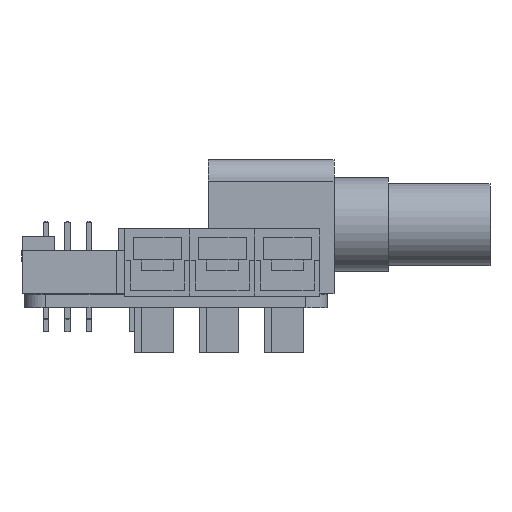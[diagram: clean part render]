
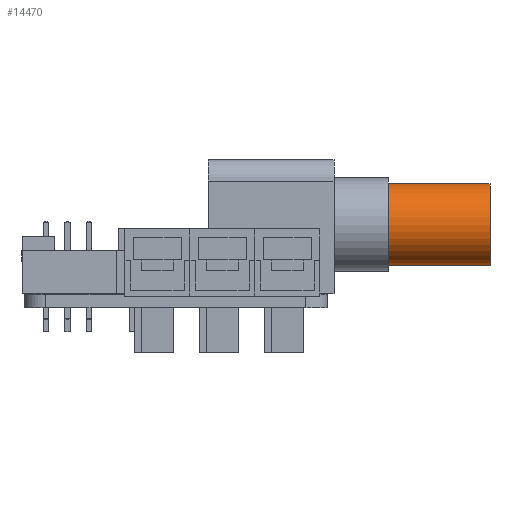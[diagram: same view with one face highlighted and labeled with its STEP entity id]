
A CAD part, left-side view. The second image highlights one B-rep face of the part: STEP entity #14470.
In plain terms, the highlighted cylindrical face has radius 4.801 mm (diameter 9.601 mm), a full revolution.
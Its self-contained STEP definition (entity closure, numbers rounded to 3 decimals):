
#14380 = PLANE('',#14381);
#14381 = AXIS2_PLACEMENT_3D('',#14382,#14383,#14384);
#14382 = CARTESIAN_POINT('',(21.082,7.29,8.128));
#14383 = DIRECTION('',(1.,0.,0.));
#14384 = DIRECTION('',(0.,0.,-1.));
#14417 = EDGE_CURVE('',#14418,#14418,#14420,.T.);
#14418 = VERTEX_POINT('',#14419);
#14419 = CARTESIAN_POINT('',(21.082,12.09,8.128));
#14420 = SURFACE_CURVE('',#14421,(#14426,#14433),.PCURVE_S1.);
#14421 = CIRCLE('',#14422,4.801);
#14422 = AXIS2_PLACEMENT_3D('',#14423,#14424,#14425);
#14423 = CARTESIAN_POINT('',(21.082,7.29,8.128));
#14424 = DIRECTION('',(1.,0.,0.));
#14425 = DIRECTION('',(0.,1.,0.));
#14426 = PCURVE('',#14380,#14427);
#14427 = DEFINITIONAL_REPRESENTATION('',(#14428),#14432);
#14428 = CIRCLE('',#14429,4.801);
#14429 = AXIS2_PLACEMENT_2D('',#14430,#14431);
#14430 = CARTESIAN_POINT('',(0.,0.));
#14431 = DIRECTION('',(0.,1.));
#14432 = ( GEOMETRIC_REPRESENTATION_CONTEXT(2) 
PARAMETRIC_REPRESENTATION_CONTEXT() REPRESENTATION_CONTEXT('2D SPACE',''
  ) );
#14433 = PCURVE('',#14434,#14439);
#14434 = CYLINDRICAL_SURFACE('',#14435,4.801);
#14435 = AXIS2_PLACEMENT_3D('',#14436,#14437,#14438);
#14436 = CARTESIAN_POINT('',(33.02,7.29,8.128));
#14437 = DIRECTION('',(-1.,0.,0.));
#14438 = DIRECTION('',(0.,0.,1.));
#14439 = DEFINITIONAL_REPRESENTATION('',(#14440),#14466);
#14440 = B_SPLINE_CURVE_WITH_KNOTS('',3,(#14441,#14442,#14443,#14444,
    #14445,#14446,#14447,#14448,#14449,#14450,#14451,#14452,#14453,
    #14454,#14455,#14456,#14457,#14458,#14459,#14460,#14461,#14462,
    #14463,#14464,#14465),.UNSPECIFIED.,.F.,.F.,(4,1,1,1,1,1,1,1,1,1,1,1
    ,1,1,1,1,1,1,1,1,1,1,4),(0.,0.286,0.571,
    0.857,1.142,1.428,1.714,
    1.999,2.285,2.57,2.856,
    3.142,3.427,3.713,3.998,
    4.284,4.57,4.855,5.141,
    5.426,5.712,5.998,6.283),
  .QUASI_UNIFORM_KNOTS.);
#14441 = CARTESIAN_POINT('',(7.854,11.938));
#14442 = CARTESIAN_POINT('',(7.759,11.938));
#14443 = CARTESIAN_POINT('',(7.568,11.938));
#14444 = CARTESIAN_POINT('',(7.283,11.938));
#14445 = CARTESIAN_POINT('',(6.997,11.938));
#14446 = CARTESIAN_POINT('',(6.712,11.938));
#14447 = CARTESIAN_POINT('',(6.426,11.938));
#14448 = CARTESIAN_POINT('',(6.14,11.938));
#14449 = CARTESIAN_POINT('',(5.855,11.938));
#14450 = CARTESIAN_POINT('',(5.569,11.938));
#14451 = CARTESIAN_POINT('',(5.284,11.938));
#14452 = CARTESIAN_POINT('',(4.998,11.938));
#14453 = CARTESIAN_POINT('',(4.712,11.938));
#14454 = CARTESIAN_POINT('',(4.427,11.938));
#14455 = CARTESIAN_POINT('',(4.141,11.938));
#14456 = CARTESIAN_POINT('',(3.856,11.938));
#14457 = CARTESIAN_POINT('',(3.57,11.938));
#14458 = CARTESIAN_POINT('',(3.284,11.938));
#14459 = CARTESIAN_POINT('',(2.999,11.938));
#14460 = CARTESIAN_POINT('',(2.713,11.938));
#14461 = CARTESIAN_POINT('',(2.428,11.938));
#14462 = CARTESIAN_POINT('',(2.142,11.938));
#14463 = CARTESIAN_POINT('',(1.856,11.938));
#14464 = CARTESIAN_POINT('',(1.666,11.938));
#14465 = CARTESIAN_POINT('',(1.571,11.938));
#14466 = ( GEOMETRIC_REPRESENTATION_CONTEXT(2) 
PARAMETRIC_REPRESENTATION_CONTEXT() REPRESENTATION_CONTEXT('2D SPACE',''
  ) );
#14470 = ADVANCED_FACE('',(#14471),#14434,.T.);
#14471 = FACE_BOUND('',#14472,.T.);
#14472 = EDGE_LOOP('',(#14473,#14524,#14544,#14545));
#14473 = ORIENTED_EDGE('',*,*,#14474,.F.);
#14474 = EDGE_CURVE('',#14475,#14475,#14477,.T.);
#14475 = VERTEX_POINT('',#14476);
#14476 = CARTESIAN_POINT('',(33.02,12.09,8.128));
#14477 = SURFACE_CURVE('',#14478,(#14483,#14512),.PCURVE_S1.);
#14478 = CIRCLE('',#14479,4.801);
#14479 = AXIS2_PLACEMENT_3D('',#14480,#14481,#14482);
#14480 = CARTESIAN_POINT('',(33.02,7.29,8.128));
#14481 = DIRECTION('',(1.,0.,0.));
#14482 = DIRECTION('',(0.,1.,0.));
#14483 = PCURVE('',#14434,#14484);
#14484 = DEFINITIONAL_REPRESENTATION('',(#14485),#14511);
#14485 = B_SPLINE_CURVE_WITH_KNOTS('',3,(#14486,#14487,#14488,#14489,
    #14490,#14491,#14492,#14493,#14494,#14495,#14496,#14497,#14498,
    #14499,#14500,#14501,#14502,#14503,#14504,#14505,#14506,#14507,
    #14508,#14509,#14510),.UNSPECIFIED.,.F.,.F.,(4,1,1,1,1,1,1,1,1,1,1,1
    ,1,1,1,1,1,1,1,1,1,1,4),(0.,0.286,0.571,
    0.857,1.142,1.428,1.714,
    1.999,2.285,2.57,2.856,
    3.142,3.427,3.713,3.998,
    4.284,4.57,4.855,5.141,
    5.426,5.712,5.998,6.283),
  .QUASI_UNIFORM_KNOTS.);
#14486 = CARTESIAN_POINT('',(7.854,0.));
#14487 = CARTESIAN_POINT('',(7.759,0.));
#14488 = CARTESIAN_POINT('',(7.568,0.));
#14489 = CARTESIAN_POINT('',(7.283,0.));
#14490 = CARTESIAN_POINT('',(6.997,0.));
#14491 = CARTESIAN_POINT('',(6.712,0.));
#14492 = CARTESIAN_POINT('',(6.426,0.));
#14493 = CARTESIAN_POINT('',(6.14,0.));
#14494 = CARTESIAN_POINT('',(5.855,0.));
#14495 = CARTESIAN_POINT('',(5.569,0.));
#14496 = CARTESIAN_POINT('',(5.284,0.));
#14497 = CARTESIAN_POINT('',(4.998,0.));
#14498 = CARTESIAN_POINT('',(4.712,0.));
#14499 = CARTESIAN_POINT('',(4.427,0.));
#14500 = CARTESIAN_POINT('',(4.141,0.));
#14501 = CARTESIAN_POINT('',(3.856,0.));
#14502 = CARTESIAN_POINT('',(3.57,0.));
#14503 = CARTESIAN_POINT('',(3.284,0.));
#14504 = CARTESIAN_POINT('',(2.999,0.));
#14505 = CARTESIAN_POINT('',(2.713,0.));
#14506 = CARTESIAN_POINT('',(2.428,0.));
#14507 = CARTESIAN_POINT('',(2.142,0.));
#14508 = CARTESIAN_POINT('',(1.856,0.));
#14509 = CARTESIAN_POINT('',(1.666,0.));
#14510 = CARTESIAN_POINT('',(1.571,0.));
#14511 = ( GEOMETRIC_REPRESENTATION_CONTEXT(2) 
PARAMETRIC_REPRESENTATION_CONTEXT() REPRESENTATION_CONTEXT('2D SPACE',''
  ) );
#14512 = PCURVE('',#14513,#14518);
#14513 = PLANE('',#14514);
#14514 = AXIS2_PLACEMENT_3D('',#14515,#14516,#14517);
#14515 = CARTESIAN_POINT('',(33.02,7.29,8.128));
#14516 = DIRECTION('',(1.,0.,0.));
#14517 = DIRECTION('',(0.,0.,-1.));
#14518 = DEFINITIONAL_REPRESENTATION('',(#14519),#14523);
#14519 = CIRCLE('',#14520,4.801);
#14520 = AXIS2_PLACEMENT_2D('',#14521,#14522);
#14521 = CARTESIAN_POINT('',(0.,0.));
#14522 = DIRECTION('',(0.,1.));
#14523 = ( GEOMETRIC_REPRESENTATION_CONTEXT(2) 
PARAMETRIC_REPRESENTATION_CONTEXT() REPRESENTATION_CONTEXT('2D SPACE',''
  ) );
#14524 = ORIENTED_EDGE('',*,*,#14525,.T.);
#14525 = EDGE_CURVE('',#14475,#14418,#14526,.T.);
#14526 = SEAM_CURVE('',#14527,(#14530,#14537),.PCURVE_S1.);
#14527 = B_SPLINE_CURVE_WITH_KNOTS('',1,(#14528,#14529),.UNSPECIFIED.,
  .F.,.F.,(2,2),(0.,11.938),.PIECEWISE_BEZIER_KNOTS.);
#14528 = CARTESIAN_POINT('',(33.02,12.09,8.128));
#14529 = CARTESIAN_POINT('',(21.082,12.09,8.128));
#14530 = PCURVE('',#14434,#14531);
#14531 = DEFINITIONAL_REPRESENTATION('',(#14532),#14536);
#14532 = LINE('',#14533,#14534);
#14533 = CARTESIAN_POINT('',(7.854,0.));
#14534 = VECTOR('',#14535,1.);
#14535 = DIRECTION('',(0.,1.));
#14536 = ( GEOMETRIC_REPRESENTATION_CONTEXT(2) 
PARAMETRIC_REPRESENTATION_CONTEXT() REPRESENTATION_CONTEXT('2D SPACE',''
  ) );
#14537 = PCURVE('',#14434,#14538);
#14538 = DEFINITIONAL_REPRESENTATION('',(#14539),#14543);
#14539 = LINE('',#14540,#14541);
#14540 = CARTESIAN_POINT('',(1.571,0.));
#14541 = VECTOR('',#14542,1.);
#14542 = DIRECTION('',(0.,1.));
#14543 = ( GEOMETRIC_REPRESENTATION_CONTEXT(2) 
PARAMETRIC_REPRESENTATION_CONTEXT() REPRESENTATION_CONTEXT('2D SPACE',''
  ) );
#14544 = ORIENTED_EDGE('',*,*,#14417,.T.);
#14545 = ORIENTED_EDGE('',*,*,#14525,.F.);
